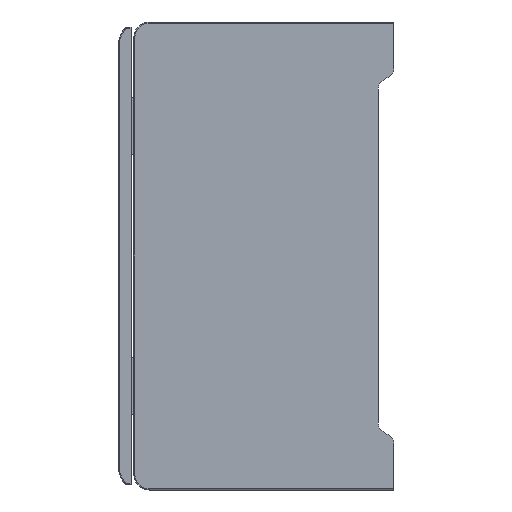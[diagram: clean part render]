
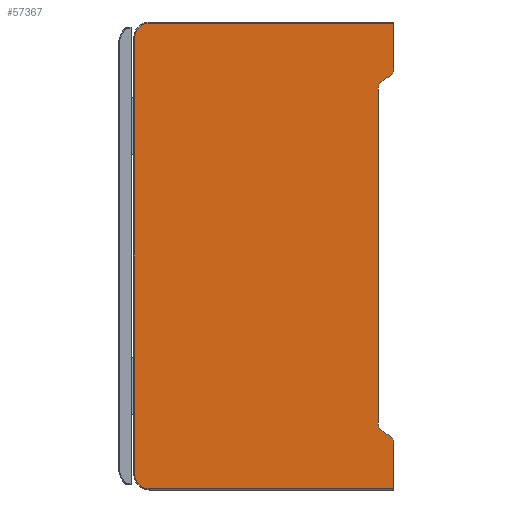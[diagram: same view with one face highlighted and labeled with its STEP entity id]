
A CAD part, left-side view. The second image highlights one B-rep face of the part: STEP entity #57367.
In plain terms, the highlighted planar face has unit normal (-1, 0, 0).
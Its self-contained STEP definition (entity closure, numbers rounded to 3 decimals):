
#137=DIRECTION('',(0.,0.866,0.5));
#138=VECTOR('',#137,1.309);
#139=CARTESIAN_POINT('',(0.,0.866,-79.5));
#140=LINE('',#139,#138);
#141=CARTESIAN_POINT('',(0.,1.732,-81.));
#142=DIRECTION('',(1.,0.,0.));
#143=DIRECTION('',(0.,-0.5,0.866));
#144=AXIS2_PLACEMENT_3D('',#141,#142,#143);
#146=DIRECTION('',(0.,0.,-1.));
#147=VECTOR('',#146,8.8);
#148=CARTESIAN_POINT('',(0.,0.,-81.));
#149=LINE('',#148,#147);
#150=DIRECTION('',(0.,1.,0.));
#151=VECTOR('',#150,47.);
#152=CARTESIAN_POINT('',(0.,0.,-89.8));
#153=LINE('',#152,#151);
#154=CARTESIAN_POINT('',(0.,47.,-87.));
#155=DIRECTION('',(1.,0.,0.));
#156=DIRECTION('',(0.,0.,-1.));
#157=AXIS2_PLACEMENT_3D('',#154,#155,#156);
#159=DIRECTION('',(0.,0.,1.));
#160=VECTOR('',#159,84.);
#161=CARTESIAN_POINT('',(0.,49.8,-87.));
#162=LINE('',#161,#160);
#163=CARTESIAN_POINT('',(0.,47.,-3.));
#164=DIRECTION('',(1.,0.,0.));
#165=DIRECTION('',(0.,1.,0.));
#166=AXIS2_PLACEMENT_3D('',#163,#164,#165);
#168=DIRECTION('',(0.,-1.,0.));
#169=VECTOR('',#168,47.);
#170=CARTESIAN_POINT('',(0.,47.,-0.2));
#171=LINE('',#170,#169);
#172=DIRECTION('',(0.,0.,-1.));
#173=VECTOR('',#172,8.8);
#174=CARTESIAN_POINT('',(0.,0.,-0.2));
#175=LINE('',#174,#173);
#176=CARTESIAN_POINT('',(0.,1.732,-9.));
#177=DIRECTION('',(1.,0.,0.));
#178=DIRECTION('',(0.,-1.,0.));
#179=AXIS2_PLACEMENT_3D('',#176,#177,#178);
#181=DIRECTION('',(0.,-0.866,0.5));
#182=VECTOR('',#181,1.309);
#183=CARTESIAN_POINT('',(0.,2.,-11.155));
#184=LINE('',#183,#182);
#185=CARTESIAN_POINT('',(0.,1.,-12.887));
#186=DIRECTION('',(1.,0.,0.));
#187=DIRECTION('',(0.,1.,0.));
#188=AXIS2_PLACEMENT_3D('',#185,#186,#187);
#190=DIRECTION('',(0.,0.,1.));
#191=VECTOR('',#190,64.226);
#192=CARTESIAN_POINT('',(0.,3.,-77.113));
#193=LINE('',#192,#191);
#194=CARTESIAN_POINT('',(0.,1.,-77.113));
#195=DIRECTION('',(1.,0.,0.));
#196=DIRECTION('',(0.,0.5,-0.866));
#197=AXIS2_PLACEMENT_3D('',#194,#195,#196);
#51589=CARTESIAN_POINT('',(0.,0.,-0.2));
#51591=VERTEX_POINT('',#51589);
#51592=CARTESIAN_POINT('',(0.,47.,-0.2));
#51593=VERTEX_POINT('',#51592);
#51598=CARTESIAN_POINT('',(0.,49.8,-3.));
#51599=VERTEX_POINT('',#51598);
#51602=CARTESIAN_POINT('',(0.,49.8,-87.));
#51603=VERTEX_POINT('',#51602);
#51606=CARTESIAN_POINT('',(0.,47.,-89.8));
#51607=VERTEX_POINT('',#51606);
#51608=CARTESIAN_POINT('',(0.,0.,-89.8));
#51610=VERTEX_POINT('',#51608);
#53046=CARTESIAN_POINT('',(0.,0.866,-79.5));
#53047=CARTESIAN_POINT('',(0.,2.,-78.845));
#53048=VERTEX_POINT('',#53046);
#53049=VERTEX_POINT('',#53047);
#53050=CARTESIAN_POINT('',(0.,3.,-77.113));
#53051=VERTEX_POINT('',#53050);
#53052=CARTESIAN_POINT('',(0.,3.,-12.887));
#53053=VERTEX_POINT('',#53052);
#53054=CARTESIAN_POINT('',(0.,2.,-11.155));
#53055=VERTEX_POINT('',#53054);
#53056=CARTESIAN_POINT('',(0.,0.866,-10.5));
#53057=VERTEX_POINT('',#53056);
#53058=CARTESIAN_POINT('',(0.,0.,-9.));
#53059=VERTEX_POINT('',#53058);
#53060=CARTESIAN_POINT('',(0.,0.,-81.));
#53061=VERTEX_POINT('',#53060);
#57337=CARTESIAN_POINT('',(0.,0.,-90.));
#57338=DIRECTION('',(-1.,0.,0.));
#57339=DIRECTION('',(0.,0.,1.));
#57340=AXIS2_PLACEMENT_3D('',#57337,#57338,#57339);
#57341=PLANE('',#57340);
#57342=ORIENTED_EDGE('',*,*,#57265,.F.);
#57344=ORIENTED_EDGE('',*,*,#57343,.T.);
#57346=ORIENTED_EDGE('',*,*,#57345,.T.);
#57348=ORIENTED_EDGE('',*,*,#57347,.T.);
#57350=ORIENTED_EDGE('',*,*,#57349,.T.);
#57352=ORIENTED_EDGE('',*,*,#57351,.T.);
#57354=ORIENTED_EDGE('',*,*,#57353,.T.);
#57356=ORIENTED_EDGE('',*,*,#57355,.T.);
#57357=ORIENTED_EDGE('',*,*,#57172,.T.);
#57358=ORIENTED_EDGE('',*,*,#57202,.T.);
#57360=ORIENTED_EDGE('',*,*,#57359,.F.);
#57362=ORIENTED_EDGE('',*,*,#57361,.F.);
#57363=ORIENTED_EDGE('',*,*,#57304,.F.);
#57364=ORIENTED_EDGE('',*,*,#57286,.F.);
#57365=EDGE_LOOP('',(#57342,#57344,#57346,#57348,#57350,#57352,#57354,#57356,
#57357,#57358,#57360,#57362,#57363,#57364));
#57366=FACE_OUTER_BOUND('',#57365,.F.);
#57367=ADVANCED_FACE('',(#57366),#57341,.T.);
#145=CIRCLE('',#144,1.732);
#158=CIRCLE('',#157,2.8);
#167=CIRCLE('',#166,2.8);
#180=CIRCLE('',#179,1.732);
#189=CIRCLE('',#188,2.);
#198=CIRCLE('',#197,2.);
#57172=EDGE_CURVE('',#51591,#53059,#175,.T.);
#57202=EDGE_CURVE('',#53059,#53057,#180,.T.);
#57265=EDGE_CURVE('',#53048,#53049,#140,.T.);
#57286=EDGE_CURVE('',#53049,#53051,#198,.T.);
#57304=EDGE_CURVE('',#53051,#53053,#193,.T.);
#57343=EDGE_CURVE('',#53048,#53061,#145,.T.);
#57345=EDGE_CURVE('',#53061,#51610,#149,.T.);
#57347=EDGE_CURVE('',#51610,#51607,#153,.T.);
#57349=EDGE_CURVE('',#51607,#51603,#158,.T.);
#57351=EDGE_CURVE('',#51603,#51599,#162,.T.);
#57353=EDGE_CURVE('',#51599,#51593,#167,.T.);
#57355=EDGE_CURVE('',#51593,#51591,#171,.T.);
#57359=EDGE_CURVE('',#53055,#53057,#184,.T.);
#57361=EDGE_CURVE('',#53053,#53055,#189,.T.);
